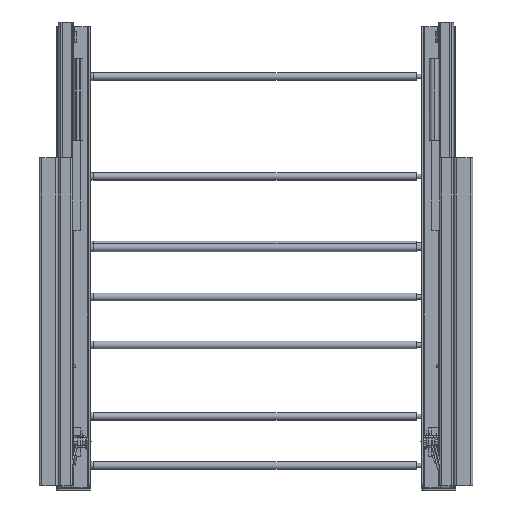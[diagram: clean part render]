
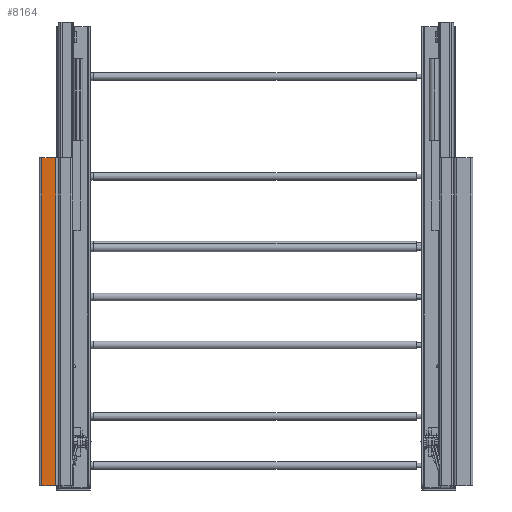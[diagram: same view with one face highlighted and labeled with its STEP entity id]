
A CAD part, front view. The second image highlights one B-rep face of the part: STEP entity #8164.
In plain terms, the highlighted planar face has unit normal (0, -1, 0).
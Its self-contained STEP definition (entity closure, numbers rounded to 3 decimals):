
#275 = VECTOR ( 'NONE', #4901, 1000. ) ;
#1247 = PLANE ( 'NONE',  #33650 ) ;
#3190 = VECTOR ( 'NONE', #33191, 1000. ) ;
#3311 = VECTOR ( 'NONE', #9524, 1000. ) ;
#3715 = EDGE_CURVE ( 'NONE', #6910, #21816, #5658, .T. ) ;
#4105 = CARTESIAN_POINT ( 'NONE',  ( 146.881, -2.106, 9.7 ) ) ;
#4210 = EDGE_CURVE ( 'NONE', #6910, #43117, #29159, .T. ) ;
#4503 = DIRECTION ( 'NONE',  ( 0., 0., 1. ) ) ;
#4901 = DIRECTION ( 'NONE',  ( 1., 0., 0. ) ) ;
#5658 = LINE ( 'NONE', #32243, #275 ) ;
#5837 = CARTESIAN_POINT ( 'NONE',  ( 316.881, -2.106, 17.2 ) ) ;
#6733 = EDGE_CURVE ( 'NONE', #35499, #43117, #20873, .T. ) ;
#6910 = VERTEX_POINT ( 'NONE', #28154 ) ;
#7792 = CARTESIAN_POINT ( 'NONE',  ( -23.119, -2.106, 2.7 ) ) ;
#8164 = ADVANCED_FACE ( 'NONE', ( #26074 ), #1247, .F. ) ;
#8291 = VECTOR ( 'NONE', #4503, 1000. ) ;
#9524 = DIRECTION ( 'NONE',  ( 0., 0., -1. ) ) ;
#14026 = EDGE_LOOP ( 'NONE', ( #27555, #41642, #42319, #21687 ) ) ;
#17306 = CARTESIAN_POINT ( 'NONE',  ( 316.881, -2.106, 2.7 ) ) ;
#19718 = CARTESIAN_POINT ( 'NONE',  ( 316.881, -2.106, 17.2 ) ) ;
#20873 = LINE ( 'NONE', #5837, #3190 ) ;
#21279 = DIRECTION ( 'NONE',  ( 1., 0., 0. ) ) ;
#21687 = ORIENTED_EDGE ( 'NONE', *, *, #34113, .F. ) ;
#21816 = VERTEX_POINT ( 'NONE', #17306 ) ;
#26074 = FACE_OUTER_BOUND ( 'NONE', #14026, .T. ) ;
#27555 = ORIENTED_EDGE ( 'NONE', *, *, #6733, .T. ) ;
#28013 = DIRECTION ( 'NONE',  ( 0., 1., 0. ) ) ;
#28154 = CARTESIAN_POINT ( 'NONE',  ( -23.119, -2.106, 2.7 ) ) ;
#29159 = LINE ( 'NONE', #7792, #8291 ) ;
#31814 = CARTESIAN_POINT ( 'NONE',  ( 316.881, -2.106, 17.2 ) ) ;
#32243 = CARTESIAN_POINT ( 'NONE',  ( -23.119, -2.106, 2.7 ) ) ;
#33191 = DIRECTION ( 'NONE',  ( -1., 0., 0. ) ) ;
#33650 = AXIS2_PLACEMENT_3D ( 'NONE', #4105, #28013, #21279 ) ;
#34113 = EDGE_CURVE ( 'NONE', #35499, #21816, #34344, .T. ) ;
#34344 = LINE ( 'NONE', #19718, #3311 ) ;
#35499 = VERTEX_POINT ( 'NONE', #31814 ) ;
#35907 = CARTESIAN_POINT ( 'NONE',  ( -23.119, -2.106, 17.2 ) ) ;
#41642 = ORIENTED_EDGE ( 'NONE', *, *, #4210, .F. ) ;
#42319 = ORIENTED_EDGE ( 'NONE', *, *, #3715, .T. ) ;
#43117 = VERTEX_POINT ( 'NONE', #35907 ) ;
